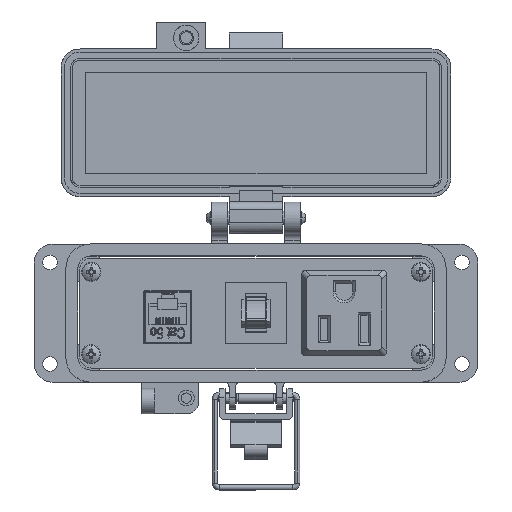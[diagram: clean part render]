
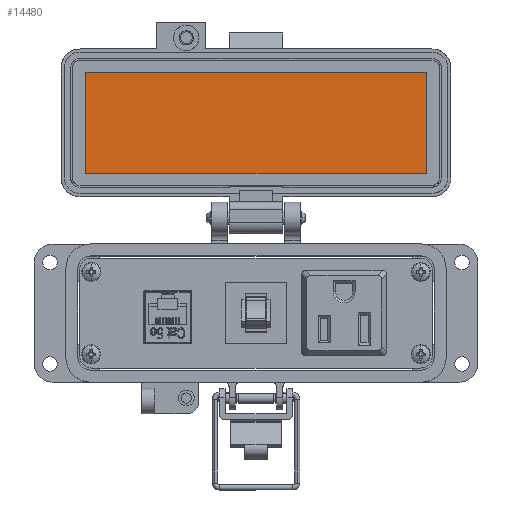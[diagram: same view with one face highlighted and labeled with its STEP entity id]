
A CAD part, top view. The second image highlights one B-rep face of the part: STEP entity #14480.
In plain terms, the highlighted planar face has unit normal (0, 0, 1).
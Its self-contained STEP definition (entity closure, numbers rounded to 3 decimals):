
#2507 = CARTESIAN_POINT ( 'NONE',  ( 53.75, 51.154, -25.55 ) ) ;
#3428 = DIRECTION ( 'NONE',  ( 1., 0., 0. ) ) ;
#3461 = ORIENTED_EDGE ( 'NONE', *, *, #48142, .F. ) ;
#7471 = ORIENTED_EDGE ( 'NONE', *, *, #28852, .F. ) ;
#7769 = CARTESIAN_POINT ( 'NONE',  ( -53.75, 67.154, -25.55 ) ) ;
#9026 = LINE ( 'NONE', #7769, #34061 ) ;
#11795 = CARTESIAN_POINT ( 'NONE',  ( 42., 51.154, -25.55 ) ) ;
#12309 = CARTESIAN_POINT ( 'NONE',  ( -8.5, 67.154, -25.55 ) ) ;
#13030 = DIRECTION ( 'NONE',  ( 0., 1., 0. ) ) ;
#14419 = DIRECTION ( 'NONE',  ( 0., -1., 0. ) ) ;
#14480 = ADVANCED_FACE ( 'NONE', ( #29273 ), #52017, .T. ) ;
#15135 = EDGE_CURVE ( 'NONE', #41961, #21680, #55593, .T. ) ;
#15637 = AXIS2_PLACEMENT_3D ( 'NONE', #12309, #47210, #17375 ) ;
#15857 = VECTOR ( 'NONE', #14419, 1000. ) ;
#17375 = DIRECTION ( 'NONE',  ( 0., -1., 0. ) ) ;
#20136 = CARTESIAN_POINT ( 'NONE',  ( -53.75, 83.154, -25.55 ) ) ;
#21680 = VERTEX_POINT ( 'NONE', #2507 ) ;
#24047 = LINE ( 'NONE', #63143, #62177 ) ;
#24490 = ORIENTED_EDGE ( 'NONE', *, *, #15135, .F. ) ;
#25805 = VERTEX_POINT ( 'NONE', #55188 ) ;
#28852 = EDGE_CURVE ( 'NONE', #21680, #25805, #55250, .T. ) ;
#29273 = FACE_OUTER_BOUND ( 'NONE', #36106, .T. ) ;
#34061 = VECTOR ( 'NONE', #13030, 1000. ) ;
#36106 = EDGE_LOOP ( 'NONE', ( #3461, #53536, #7471, #24490 ) ) ;
#41961 = VERTEX_POINT ( 'NONE', #43201 ) ;
#43201 = CARTESIAN_POINT ( 'NONE',  ( 53.75, 83.154, -25.55 ) ) ;
#47210 = DIRECTION ( 'NONE',  ( 0., 0., 1. ) ) ;
#48142 = EDGE_CURVE ( 'NONE', #53697, #41961, #24047, .T. ) ;
#49092 = EDGE_CURVE ( 'NONE', #25805, #53697, #9026, .T. ) ;
#51735 = DIRECTION ( 'NONE',  ( -1., 0., 0. ) ) ;
#52017 = PLANE ( 'NONE',  #15637 ) ;
#53536 = ORIENTED_EDGE ( 'NONE', *, *, #49092, .F. ) ;
#53697 = VERTEX_POINT ( 'NONE', #20136 ) ;
#53719 = VECTOR ( 'NONE', #51735, 1000. ) ;
#54309 = CARTESIAN_POINT ( 'NONE',  ( 53.75, 67.154, -25.55 ) ) ;
#55188 = CARTESIAN_POINT ( 'NONE',  ( -53.75, 51.154, -25.55 ) ) ;
#55250 = LINE ( 'NONE', #11795, #53719 ) ;
#55593 = LINE ( 'NONE', #54309, #15857 ) ;
#62177 = VECTOR ( 'NONE', #3428, 1000. ) ;
#63143 = CARTESIAN_POINT ( 'NONE',  ( -8.5, 83.154, -25.55 ) ) ;
